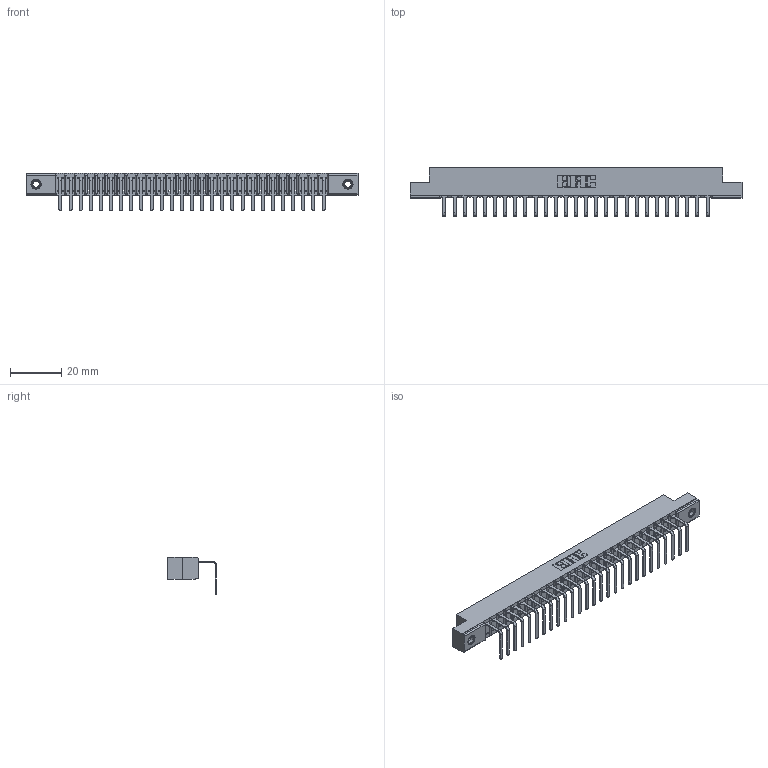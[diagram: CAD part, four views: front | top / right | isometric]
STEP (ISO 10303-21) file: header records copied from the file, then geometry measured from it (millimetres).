
FILE_DESCRIPTION (( 'STEP AP203' ), '1' );
FILE_NAME ('307-027-558-107.STEP', '2019-09-04T14:02:59', ( '' ), ( '' ), 'SwSTEP 2.0', 'SolidWorks 2016', '' );
FILE_SCHEMA (( 'CONFIG_CONTROL_DESIGN' ));
Length unit declared in the file: inch
Products named in the file (4): 345-250-001_345-250-005-103; 307-290-001_558 - 2 (Single); 307-027-558-107; 307 Part_.156 Dia Mounting Holes
Assembly tree (30 placements, depth 2):
  307-027-558-107
    307 Part_.156 Dia Mounting Holes
    307-290-001_558 - 2 (Single)  x27
    345-250-001_345-250-005-103  x2
Bounding box: 130 x 18.96 x 14.81 mm (x, y, z)
Volume: 8304 mm3; surface area: 13843.5 mm2
Topology: 30 solids, 30 shells, 1826 faces, 5157 edges, 3318 vertices
Faces by surface type: plane 1155, cylinder 599, sphere 56, cone 12, torus 4
Entity records: 26285 total; most frequent: CARTESIAN_POINT 4403, ORIENTED_EDGE 4382, DIRECTION 4301, EDGE_CURVE 2191, LINE 1673, VECTOR 1673, VERTEX_POINT 1416, AXIS2_PLACEMENT_3D 1314
